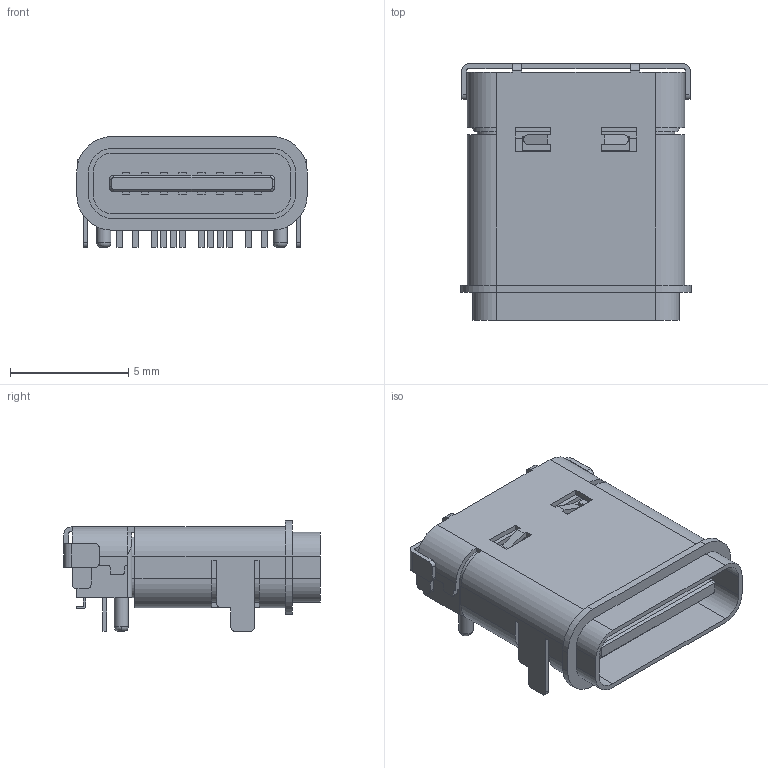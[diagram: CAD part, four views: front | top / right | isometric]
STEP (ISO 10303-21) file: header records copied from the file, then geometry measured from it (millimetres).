
FILE_DESCRIPTION(/* description */ (''),/* implementation_level */ '2;1');
FILE_NAME(/* name */ 'USB-C-waterproof.step',/* time_stamp */ '2024-03-30T20:24:50+01:00',/* author */ (''),/* organization */ (''),/* preprocessor_version */ 'ST-DEVELOPER v20',/* originating_system */ 'Autodesk Translation Framework v12.20.1.177',/* authorisation */ '');
FILE_SCHEMA (('AUTOMOTIVE_DESIGN { 1 0 10303 214 3 1 1 }'));
Length unit declared in the file: millimetre
Products named in the file (4): 3D_PCB1_2024-03-30; USB1; TYPE-C-TH_USB31-TYPEC-33141-2FS; COMPOUND (1)
Assembly tree (3 placements, depth 4):
  3D_PCB1_2024-03-30
    USB1
      TYPE-C-TH_USB31-TYPEC-33141-2FS
        COMPOUND (1)
Bounding box: 9.74 x 10.82 x 4.69 mm (x, y, z)
Volume: 221.7 mm3; surface area: 1006.9 mm2
Topology: 3 solids, 3 shells, 486 faces, 1342 edges, 886 vertices
Faces by surface type: plane 392, cylinder 86, bspline 4, cone 4
Full cylindrical faces by diameter (mm): 0.6 x2
Entity records: 16180 total; most frequent: CARTESIAN_POINT 2979, ORIENTED_EDGE 2684, DIRECTION 2502, EDGE_CURVE 1342, LINE 1156, VECTOR 1156, VERTEX_POINT 886, AXIS2_PLACEMENT_3D 673
